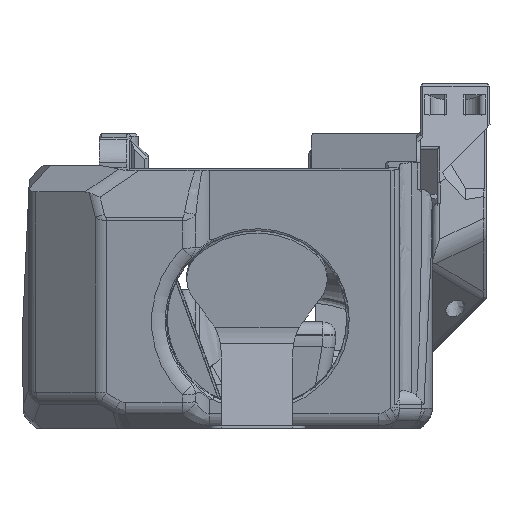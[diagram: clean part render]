
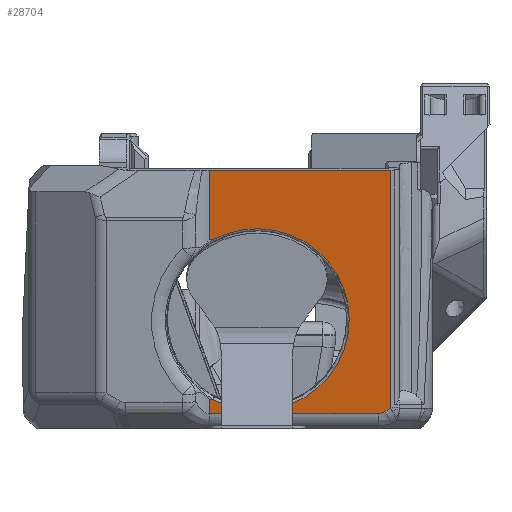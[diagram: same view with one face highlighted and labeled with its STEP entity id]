
A CAD part, left-side view. The second image highlights one B-rep face of the part: STEP entity #28704.
In plain terms, the highlighted planar face has unit normal (-0.985, 0, -0.174).
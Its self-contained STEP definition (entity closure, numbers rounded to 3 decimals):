
#915=CIRCLE('',#30280,14.4);
#1701=ELLIPSE('',#30889,3.203,2.);
#2644=LINE('',#46990,#5076);
#2662=LINE('',#47051,#5094);
#2979=LINE('',#48959,#5411);
#2980=LINE('',#48961,#5412);
#2981=LINE('',#48965,#5413);
#2982=LINE('',#48967,#5414);
#5076=VECTOR('',#34803,1000.);
#5094=VECTOR('',#34841,1000.);
#5411=VECTOR('',#35634,1000.);
#5412=VECTOR('',#35635,1000.);
#5413=VECTOR('',#35638,1000.);
#5414=VECTOR('',#35639,1000.);
#7103=PLANE('',#30888);
#11294=ORIENTED_EDGE('',*,*,#18356,.F.);
#11295=ORIENTED_EDGE('',*,*,#17362,.T.);
#11296=ORIENTED_EDGE('',*,*,#18474,.T.);
#11297=ORIENTED_EDGE('',*,*,#18475,.F.);
#11298=ORIENTED_EDGE('',*,*,#18476,.T.);
#11299=ORIENTED_EDGE('',*,*,#18477,.T.);
#11300=ORIENTED_EDGE('',*,*,#18478,.F.);
#11301=ORIENTED_EDGE('',*,*,#18479,.T.);
#11302=ORIENTED_EDGE('',*,*,#17952,.F.);
#11303=ORIENTED_EDGE('',*,*,#17977,.F.);
#17362=EDGE_CURVE('',#21446,#21445,#915,.T.);
#17952=EDGE_CURVE('',#21841,#21842,#2644,.T.);
#17977=EDGE_CURVE('',#21859,#21841,#2662,.T.);
#18356=EDGE_CURVE('',#21446,#21859,#23981,.F.);
#18474=EDGE_CURVE('',#21445,#22210,#23994,.T.);
#18475=EDGE_CURVE('',#22211,#22210,#2979,.T.);
#18476=EDGE_CURVE('',#22211,#22212,#2980,.T.);
#18477=EDGE_CURVE('',#22212,#22213,#1701,.T.);
#18478=EDGE_CURVE('',#22214,#22213,#2981,.T.);
#18479=EDGE_CURVE('',#22214,#21842,#2982,.T.);
#21445=VERTEX_POINT('',#44488);
#21446=VERTEX_POINT('',#44490);
#21841=VERTEX_POINT('',#46989);
#21842=VERTEX_POINT('',#46991);
#21859=VERTEX_POINT('',#47050);
#22210=VERTEX_POINT('',#48958);
#22211=VERTEX_POINT('',#48960);
#22212=VERTEX_POINT('',#48962);
#22213=VERTEX_POINT('',#48964);
#22214=VERTEX_POINT('',#48966);
#23981=B_SPLINE_CURVE_WITH_KNOTS('',3,(#48678,#48679,#48680,#48681),
 .UNSPECIFIED.,.F.,.F.,(4,4),(0.,0.382),.UNSPECIFIED.);
#23994=B_SPLINE_CURVE_WITH_KNOTS('',3,(#48954,#48955,#48956,#48957),
 .UNSPECIFIED.,.F.,.F.,(4,4),(0.618,1.),.UNSPECIFIED.);
#25113=EDGE_LOOP('',(#11294,#11295,#11296,#11297,#11298,#11299,#11300,#11301,
#11302,#11303));
#26908=FACE_BOUND('',#25113,.T.);
#28704=ADVANCED_FACE('',(#26908),#7103,.F.);
#30280=AXIS2_PLACEMENT_3D('',#44489,#33833,#33834);
#30888=AXIS2_PLACEMENT_3D('',#48953,#35632,#35633);
#30889=AXIS2_PLACEMENT_3D('',#48963,#35636,#35637);
#33833=DIRECTION('',(0.985,0.,0.174));
#33834=DIRECTION('',(0.174,0.,-0.985));
#34803=DIRECTION('',(0.,-1.,0.));
#34841=DIRECTION('',(-0.174,0.,0.985));
#35632=DIRECTION('',(0.985,0.,0.174));
#35633=DIRECTION('',(-0.174,0.,0.985));
#35634=DIRECTION('',(-0.174,0.,0.985));
#35635=DIRECTION('',(0.,-1.,0.));
#35636=DIRECTION('',(-0.985,0.,-0.174));
#35637=DIRECTION('',(-0.165,-0.304,0.938));
#35638=DIRECTION('',(0.097,0.829,-0.551));
#35639=DIRECTION('',(-0.174,0.,0.985));
#44488=CARTESIAN_POINT('',(-28.264,11.767,4.533));
#44489=CARTESIAN_POINT('',(-30.458,4.853,16.973));
#44490=CARTESIAN_POINT('',(-32.651,11.767,29.413));
#46989=CARTESIAN_POINT('',(-34.572,12.27,40.304));
#46990=CARTESIAN_POINT('',(-34.572,24.853,40.304));
#46991=CARTESIAN_POINT('',(-34.572,-16.002,40.304));
#47050=CARTESIAN_POINT('',(-32.66,12.27,29.463));
#47051=CARTESIAN_POINT('',(-31.185,12.27,21.099));
#48678=CARTESIAN_POINT('',(-32.66,12.27,29.463));
#48679=CARTESIAN_POINT('',(-32.657,12.102,29.442));
#48680=CARTESIAN_POINT('',(-32.654,11.935,29.425));
#48681=CARTESIAN_POINT('',(-32.651,11.767,29.413));
#48953=CARTESIAN_POINT('',(-31.185,24.853,21.099));
#48954=CARTESIAN_POINT('',(-28.264,11.767,4.533));
#48955=CARTESIAN_POINT('',(-28.262,11.935,4.52));
#48956=CARTESIAN_POINT('',(-28.259,12.102,4.503));
#48957=CARTESIAN_POINT('',(-28.255,12.27,4.482));
#48958=CARTESIAN_POINT('',(-28.255,12.27,4.482));
#48959=CARTESIAN_POINT('',(-31.185,12.27,21.099));
#48960=CARTESIAN_POINT('',(-27.864,12.27,2.262));
#48961=CARTESIAN_POINT('',(-27.864,-14.655,2.262));
#48962=CARTESIAN_POINT('',(-27.864,-14.07,2.262));
#48963=CARTESIAN_POINT('',(-28.404,-14.652,5.326));
#48964=CARTESIAN_POINT('',(-27.923,-15.07,2.597));
#48965=CARTESIAN_POINT('',(-27.821,-14.199,2.018));
#48966=CARTESIAN_POINT('',(-28.032,-16.002,3.216));
#48967=CARTESIAN_POINT('',(-7.663,-16.002,-112.301));
